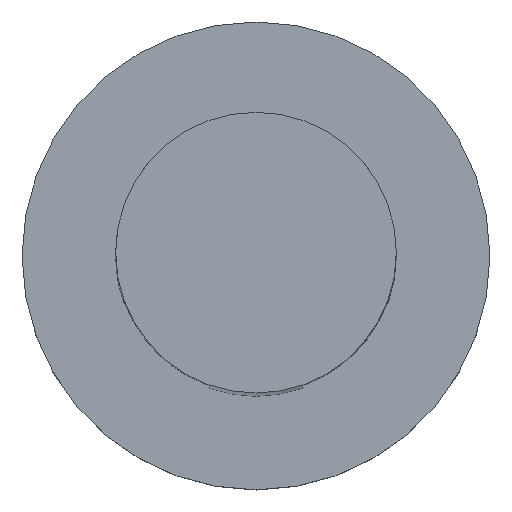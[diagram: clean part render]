
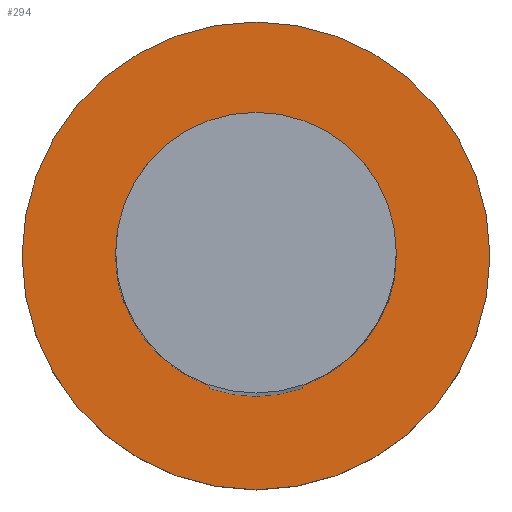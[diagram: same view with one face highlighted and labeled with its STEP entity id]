
A CAD part, top view. The second image highlights one B-rep face of the part: STEP entity #294.
In plain terms, the highlighted planar face has unit normal (0, 0, 1).
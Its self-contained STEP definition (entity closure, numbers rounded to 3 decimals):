
#17=FACE_BOUND('',#96,.T.);
#18=LINE('',#452,#48);
#19=LINE('',#454,#49);
#20=LINE('',#458,#50);
#21=LINE('',#460,#51);
#22=LINE('',#464,#52);
#23=LINE('',#466,#53);
#24=LINE('',#472,#54);
#25=LINE('',#473,#55);
#48=VECTOR('',#362,10.);
#49=VECTOR('',#363,10.);
#50=VECTOR('',#366,10.);
#51=VECTOR('',#367,10.);
#52=VECTOR('',#370,10.);
#53=VECTOR('',#371,10.);
#54=VECTOR('',#376,10.);
#55=VECTOR('',#377,10.);
#78=FACE_OUTER_BOUND('',#95,.T.);
#95=EDGE_LOOP('',(#195));
#96=EDGE_LOOP('',(#196,#197,#198,#199,#200,#201,#202,#203,#204,#205,#206,
#207,#208));
#113=CIRCLE('',#326,50.);
#114=CIRCLE('',#327,30.);
#115=CIRCLE('',#328,30.);
#116=CIRCLE('',#329,30.);
#117=CIRCLE('',#330,30.);
#118=CIRCLE('',#331,30.);
#125=VERTEX_POINT('',#446);
#126=VERTEX_POINT('',#448);
#127=VERTEX_POINT('',#449);
#128=VERTEX_POINT('',#451);
#129=VERTEX_POINT('',#453);
#130=VERTEX_POINT('',#455);
#131=VERTEX_POINT('',#457);
#132=VERTEX_POINT('',#459);
#133=VERTEX_POINT('',#461);
#134=VERTEX_POINT('',#463);
#135=VERTEX_POINT('',#465);
#136=VERTEX_POINT('',#467);
#137=VERTEX_POINT('',#469);
#138=VERTEX_POINT('',#471);
#153=EDGE_CURVE('',#125,#125,#113,.T.);
#154=EDGE_CURVE('',#126,#127,#114,.T.);
#155=EDGE_CURVE('',#126,#128,#18,.T.);
#156=EDGE_CURVE('',#128,#129,#19,.T.);
#157=EDGE_CURVE('',#130,#129,#115,.T.);
#158=EDGE_CURVE('',#131,#130,#20,.T.);
#159=EDGE_CURVE('',#132,#131,#21,.T.);
#160=EDGE_CURVE('',#133,#132,#116,.T.);
#161=EDGE_CURVE('',#133,#134,#22,.T.);
#162=EDGE_CURVE('',#134,#135,#23,.T.);
#163=EDGE_CURVE('',#136,#135,#117,.T.);
#164=EDGE_CURVE('',#137,#136,#118,.T.);
#165=EDGE_CURVE('',#138,#137,#24,.T.);
#166=EDGE_CURVE('',#127,#138,#25,.T.);
#195=ORIENTED_EDGE('',*,*,#153,.F.);
#196=ORIENTED_EDGE('',*,*,#154,.F.);
#197=ORIENTED_EDGE('',*,*,#155,.T.);
#198=ORIENTED_EDGE('',*,*,#156,.T.);
#199=ORIENTED_EDGE('',*,*,#157,.F.);
#200=ORIENTED_EDGE('',*,*,#158,.F.);
#201=ORIENTED_EDGE('',*,*,#159,.F.);
#202=ORIENTED_EDGE('',*,*,#160,.F.);
#203=ORIENTED_EDGE('',*,*,#161,.T.);
#204=ORIENTED_EDGE('',*,*,#162,.T.);
#205=ORIENTED_EDGE('',*,*,#163,.F.);
#206=ORIENTED_EDGE('',*,*,#164,.F.);
#207=ORIENTED_EDGE('',*,*,#165,.F.);
#208=ORIENTED_EDGE('',*,*,#166,.F.);
#279=PLANE('',#325);
#294=ADVANCED_FACE('',(#78,#17),#279,.F.);
#325=AXIS2_PLACEMENT_3D('',#445,#356,#357);
#326=AXIS2_PLACEMENT_3D('',#447,#358,#359);
#327=AXIS2_PLACEMENT_3D('',#450,#360,#361);
#328=AXIS2_PLACEMENT_3D('',#456,#364,#365);
#329=AXIS2_PLACEMENT_3D('',#462,#368,#369);
#330=AXIS2_PLACEMENT_3D('',#468,#372,#373);
#331=AXIS2_PLACEMENT_3D('',#470,#374,#375);
#356=DIRECTION('center_axis',(0.,0.,-1.));
#357=DIRECTION('ref_axis',(1.,0.,0.));
#358=DIRECTION('center_axis',(0.,0.,-1.));
#359=DIRECTION('ref_axis',(1.,0.,0.));
#360=DIRECTION('center_axis',(0.,0.,1.));
#361=DIRECTION('ref_axis',(1.,0.,0.));
#362=DIRECTION('',(0.,-1.,0.));
#363=DIRECTION('',(1.,0.,0.));
#364=DIRECTION('center_axis',(0.,0.,1.));
#365=DIRECTION('ref_axis',(1.,0.,0.));
#366=DIRECTION('',(1.,0.,0.));
#367=DIRECTION('',(0.,1.,0.));
#368=DIRECTION('center_axis',(0.,0.,1.));
#369=DIRECTION('ref_axis',(1.,0.,0.));
#370=DIRECTION('',(0.,1.,0.));
#371=DIRECTION('',(-1.,0.,0.));
#372=DIRECTION('center_axis',(0.,0.,1.));
#373=DIRECTION('ref_axis',(1.,0.,0.));
#374=DIRECTION('center_axis',(0.,0.,1.));
#375=DIRECTION('ref_axis',(1.,0.,0.));
#376=DIRECTION('',(-1.,0.,0.));
#377=DIRECTION('',(0.,-1.,0.));
#445=CARTESIAN_POINT('Origin',(0.,0.,0.));
#446=CARTESIAN_POINT('',(-50.,0.,0.));
#447=CARTESIAN_POINT('Origin',(0.,0.,0.));
#448=CARTESIAN_POINT('',(10.,28.284,0.));
#449=CARTESIAN_POINT('',(-10.,28.284,0.));
#450=CARTESIAN_POINT('Origin',(0.,0.,0.));
#451=CARTESIAN_POINT('',(10.,10.,0.));
#452=CARTESIAN_POINT('',(10.,28.284,0.));
#453=CARTESIAN_POINT('',(28.284,10.,0.));
#454=CARTESIAN_POINT('',(10.,10.,0.));
#455=CARTESIAN_POINT('',(28.284,-10.,0.));
#456=CARTESIAN_POINT('Origin',(0.,0.,0.));
#457=CARTESIAN_POINT('',(10.,-10.,0.));
#458=CARTESIAN_POINT('',(10.,-10.,0.));
#459=CARTESIAN_POINT('',(10.,-28.284,0.));
#460=CARTESIAN_POINT('',(10.,-28.284,0.));
#461=CARTESIAN_POINT('',(-10.,-28.284,0.));
#462=CARTESIAN_POINT('Origin',(0.,0.,0.));
#463=CARTESIAN_POINT('',(-10.,-10.,0.));
#464=CARTESIAN_POINT('',(-10.,-28.284,0.));
#465=CARTESIAN_POINT('',(-28.284,-10.,0.));
#466=CARTESIAN_POINT('',(-10.,-10.,0.));
#467=CARTESIAN_POINT('',(-30.,0.,0.));
#468=CARTESIAN_POINT('Origin',(0.,0.,0.));
#469=CARTESIAN_POINT('',(-28.284,10.,0.));
#470=CARTESIAN_POINT('Origin',(0.,0.,0.));
#471=CARTESIAN_POINT('',(-10.,10.,0.));
#472=CARTESIAN_POINT('',(-10.,10.,0.));
#473=CARTESIAN_POINT('',(-10.,28.284,0.));
